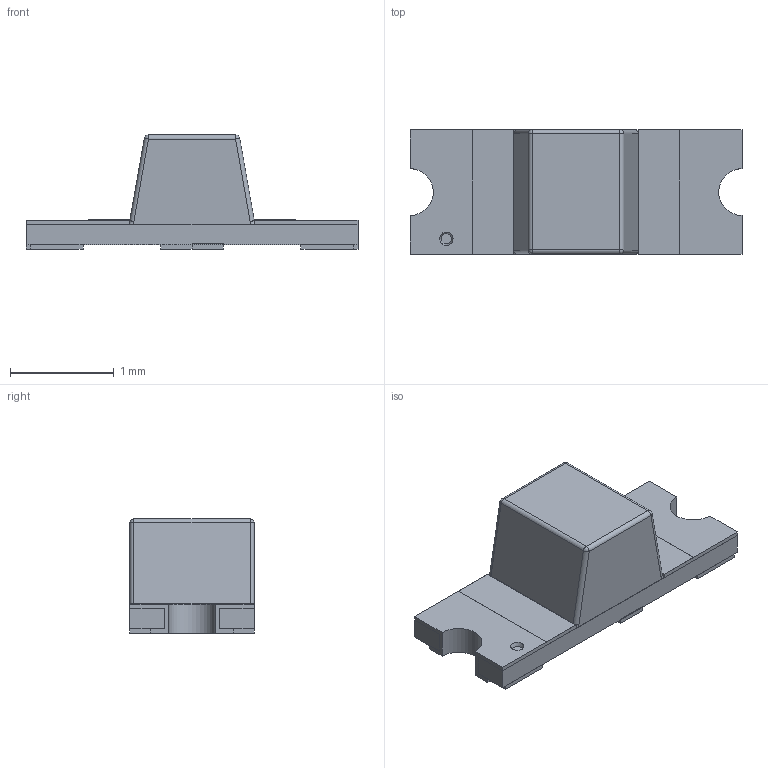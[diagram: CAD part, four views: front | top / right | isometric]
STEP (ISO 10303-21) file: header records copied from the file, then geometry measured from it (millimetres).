
FILE_DESCRIPTION( ( 'Unknown' ), '1' );
FILE_NAME( 'WE-SMRW_1205_rectangular.stp', 'Unknown', ( 'Unknown' ), ( 'Unknown' ), 'PSStep 19.0.9', 'Unknown', ' ' );
FILE_SCHEMA( ( 'AUTOMOTIVE_DESIGN { 1 0 10303 214 1 1 1 1 }' ) );
Length unit declared in the file: millimetre
Products named in the file (7): Assem1; contact-pins; PCB; glass housing; Polarity Mark; isolation
Assembly tree (7 placements, depth 2):
  Assem1
    contact-pins
    contact-pins
    PCB
    glass housing
    Polarity Mark
    isolation  x2
Bounding box: 3.2 x 1.2 x 1.1 mm (x, y, z)
Volume: 2 mm3; surface area: 27.8 mm2
Topology: 7 solids, 7 shells, 141 faces, 363 edges, 234 vertices
Faces by surface type: plane 118, cylinder 14, torus 4, sphere 4, cone 1
Entity records: 5306 total; most frequent: CARTESIAN_POINT 805, ORIENTED_EDGE 692, DIRECTION 658, EDGE_CURVE 346, LINE 304, VECTOR 304, VERTEX_POINT 226, AXIS2_PLACEMENT_3D 177
